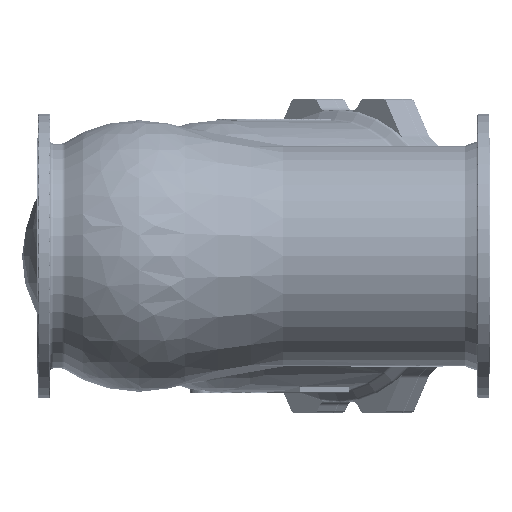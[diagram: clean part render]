
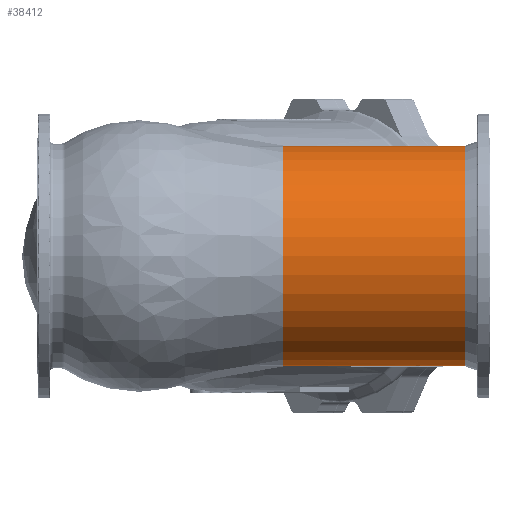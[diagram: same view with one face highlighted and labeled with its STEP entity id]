
A CAD part, front view. The second image highlights one B-rep face of the part: STEP entity #38412.
In plain terms, the highlighted cylindrical face has radius 317 mm (diameter 634 mm), a partial arc.
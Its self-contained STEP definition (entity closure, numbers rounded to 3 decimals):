
#118 = CARTESIAN_POINT ( 'NONE',  ( 902.127, -19.813, -316.38 ) ) ;
#10289 = DIRECTION ( 'NONE',  ( -1., 0., 0. ) ) ;
#12339 = CARTESIAN_POINT ( 'NONE',  ( 902.127, 0., 0. ) ) ;
#13303 = CARTESIAN_POINT ( 'NONE',  ( 1140.673, -13.252, -317. ) ) ;
#14737 = ORIENTED_EDGE ( 'NONE', *, *, #149220, .T. ) ;
#14881 = CARTESIAN_POINT ( 'NONE',  ( 1094.993, -19.813, -316.38 ) ) ;
#15410 = CIRCLE ( 'NONE', #78584, 317. ) ;
#15921 = LINE ( 'NONE', #189236, #98825 ) ;
#17184 = DIRECTION ( 'NONE',  ( -1., 0., 0. ) ) ;
#20170 = VERTEX_POINT ( 'NONE', #125417 ) ;
#22389 = EDGE_CURVE ( 'NONE', #130117, #37952, #171418, .T. ) ;
#24171 = ORIENTED_EDGE ( 'NONE', *, *, #35319, .T. ) ;
#24712 = CARTESIAN_POINT ( 'NONE',  ( 0., 0., -317. ) ) ;
#25075 = DIRECTION ( 'NONE',  ( 0., 0., 1. ) ) ;
#26145 = ORIENTED_EDGE ( 'NONE', *, *, #76633, .T. ) ;
#33418 = EDGE_CURVE ( 'NONE', #46058, #20170, #154564, .T. ) ;
#35319 = EDGE_CURVE ( 'NONE', #46058, #101953, #145142, .T. ) ;
#36924 = DIRECTION ( 'NONE',  ( -1., 0., 0. ) ) ;
#37952 = VERTEX_POINT ( 'NONE', #51882 ) ;
#38412 = ADVANCED_FACE ( 'NONE', ( #78118 ), #110143, .T. ) ;
#39530 = CARTESIAN_POINT ( 'NONE',  ( 1094.993, 0., 0. ) ) ;
#42528 = AXIS2_PLACEMENT_3D ( 'NONE', #62013, #60085, #177644 ) ;
#42855 = ORIENTED_EDGE ( 'NONE', *, *, #82038, .T. ) ;
#44557 = VECTOR ( 'NONE', #17184, 1000. ) ;
#46058 = VERTEX_POINT ( 'NONE', #111532 ) ;
#51882 = CARTESIAN_POINT ( 'NONE',  ( 1163.625, 0., -317. ) ) ;
#52962 = VERTEX_POINT ( 'NONE', #78159 ) ;
#54699 = VERTEX_POINT ( 'NONE', #83471 ) ;
#57112 = CIRCLE ( 'NONE', #83045, 317. ) ;
#59166 = ORIENTED_EDGE ( 'NONE', *, *, #84831, .F. ) ;
#60085 = DIRECTION ( 'NONE',  ( -1., 0., 0. ) ) ;
#62013 = CARTESIAN_POINT ( 'NONE',  ( 0., 0., 0. ) ) ;
#63647 = DIRECTION ( 'NONE',  ( 0., 0., 1. ) ) ;
#68926 = DIRECTION ( 'NONE',  ( -1., 0., 0. ) ) ;
#75293 = VERTEX_POINT ( 'NONE', #14881 ) ;
#76633 = EDGE_CURVE ( 'NONE', #137998, #54699, #15921, .T. ) ;
#78118 = FACE_OUTER_BOUND ( 'NONE', #93918, .T. ) ;
#78159 = CARTESIAN_POINT ( 'NONE',  ( 1229., 0., -317. ) ) ;
#78584 = AXIS2_PLACEMENT_3D ( 'NONE', #84200, #10289, #25075 ) ;
#82038 = EDGE_CURVE ( 'NONE', #75293, #130117, #164552, .T. ) ;
#83045 = AXIS2_PLACEMENT_3D ( 'NONE', #95109, #181215, #63647 ) ;
#83471 = CARTESIAN_POINT ( 'NONE',  ( 706.004, 0., 317. ) ) ;
#84200 = CARTESIAN_POINT ( 'NONE',  ( 1229., 0., 0. ) ) ;
#84831 = EDGE_CURVE ( 'NONE', #52962, #37952, #122752, .T. ) ;
#85990 = CARTESIAN_POINT ( 'NONE',  ( 1163.625, 0., -317. ) ) ;
#86462 = DIRECTION ( 'NONE',  ( -1., 0., 0. ) ) ;
#93918 = EDGE_LOOP ( 'NONE', ( #59166, #150890, #26145, #128995, #169719, #24171, #14737, #42855, #110966 ) ) ;
#95109 = CARTESIAN_POINT ( 'NONE',  ( 706.004, 0., 0. ) ) ;
#98825 = VECTOR ( 'NONE', #86462, 1000. ) ;
#98932 = AXIS2_PLACEMENT_3D ( 'NONE', #12339, #68926, #171733 ) ;
#101442 = CARTESIAN_POINT ( 'NONE',  ( 1094.993, -39.625, -314.514 ) ) ;
#101792 = VECTOR ( 'NONE', #36924, 1000. ) ;
#101953 = VERTEX_POINT ( 'NONE', #118 ) ;
#110143 = CYLINDRICAL_SURFACE ( 'NONE', #42528, 317. ) ;
#110966 = ORIENTED_EDGE ( 'NONE', *, *, #22389, .T. ) ;
#111532 = CARTESIAN_POINT ( 'NONE',  ( 902.127, 0., -317. ) ) ;
#121100 = VECTOR ( 'NONE', #130162, 1000. ) ;
#121950 = AXIS2_PLACEMENT_3D ( 'NONE', #39530, #142240, #172524 ) ;
#122752 = LINE ( 'NONE', #148837, #44557 ) ;
#125417 = CARTESIAN_POINT ( 'NONE',  ( 706.004, 0., -317. ) ) ;
#125439 = CARTESIAN_POINT ( 'NONE',  ( 1094.993, -39.625, -314.514 ) ) ;
#128995 = ORIENTED_EDGE ( 'NONE', *, *, #130916, .F. ) ;
#130117 = VERTEX_POINT ( 'NONE', #125439 ) ;
#130162 = DIRECTION ( 'NONE',  ( 1., 0., 0. ) ) ;
#130916 = EDGE_CURVE ( 'NONE', #20170, #54699, #57112, .T. ) ;
#134237 = CARTESIAN_POINT ( 'NONE',  ( 1229., 0., 317. ) ) ;
#137998 = VERTEX_POINT ( 'NONE', #134237 ) ;
#142240 = DIRECTION ( 'NONE',  ( -1., 0., 0. ) ) ;
#145142 = CIRCLE ( 'NONE', #98932, 317. ) ;
#148659 = EDGE_CURVE ( 'NONE', #52962, #137998, #15410, .T. ) ;
#148837 = CARTESIAN_POINT ( 'NONE',  ( 0., 0., -317. ) ) ;
#149220 = EDGE_CURVE ( 'NONE', #101953, #75293, #160097, .T. ) ;
#150890 = ORIENTED_EDGE ( 'NONE', *, *, #148659, .T. ) ;
#154564 = LINE ( 'NONE', #24712, #101792 ) ;
#160097 = LINE ( 'NONE', #173268, #121100 ) ;
#164552 = CIRCLE ( 'NONE', #121950, 317. ) ;
#169719 = ORIENTED_EDGE ( 'NONE', *, *, #33418, .F. ) ;
#171418 =( BOUNDED_CURVE ( )  B_SPLINE_CURVE ( 3, ( #101442, #175259, #13303, #85990 ),
 .UNSPECIFIED., .F., .F. ) 
 B_SPLINE_CURVE_WITH_KNOTS ( ( 4, 4 ),
 ( 1.445, 1.571 ),
 .UNSPECIFIED. ) 
 CURVE ( )  GEOMETRIC_REPRESENTATION_ITEM ( )  RATIONAL_B_SPLINE_CURVE ( ( 1., 0.999, 0.999, 1. ) ) 
 REPRESENTATION_ITEM ( '' )  );
#171733 = DIRECTION ( 'NONE',  ( 0., 0., 1. ) ) ;
#172524 = DIRECTION ( 'NONE',  ( 0., 0., 1. ) ) ;
#173268 = CARTESIAN_POINT ( 'NONE',  ( 0., -19.813, -316.38 ) ) ;
#175259 = CARTESIAN_POINT ( 'NONE',  ( 1117.765, -26.477, -316.17 ) ) ;
#177644 = DIRECTION ( 'NONE',  ( 0., 0., 1. ) ) ;
#181215 = DIRECTION ( 'NONE',  ( -1., 0., 0. ) ) ;
#189236 = CARTESIAN_POINT ( 'NONE',  ( 0., 0., 317. ) ) ;
